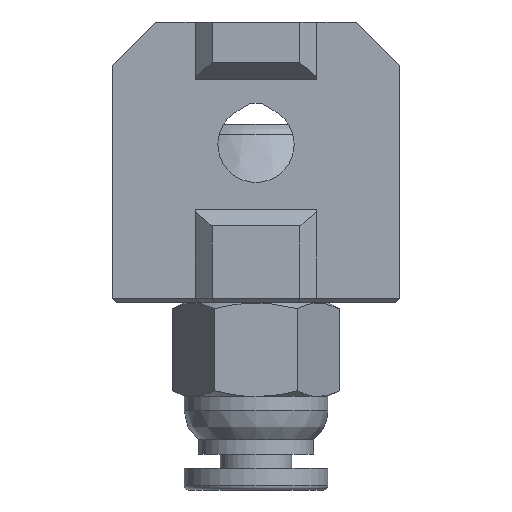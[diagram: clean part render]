
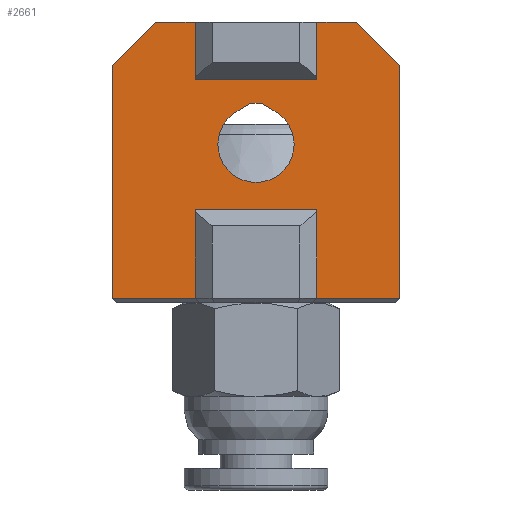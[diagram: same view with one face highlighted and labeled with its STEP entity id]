
A CAD part, front view. The second image highlights one B-rep face of the part: STEP entity #2661.
In plain terms, the highlighted planar face has unit normal (0, -1, 0).
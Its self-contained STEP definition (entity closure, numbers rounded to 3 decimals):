
#72=FACE_BOUND('',#454,.T.);
#133=PLANE('',#2886);
#292=FACE_OUTER_BOUND('',#453,.T.);
#453=EDGE_LOOP('',(#2294,#2295,#2296,#2297,#2298,#2299,#2300,#2301,#2302,
#2303,#2304,#2305,#2306,#2307));
#454=EDGE_LOOP('',(#2308,#2309,#2310,#2311));
#557=CIRCLE('',#2887,2.65);
#696=LINE('',#5865,#928);
#712=LINE('',#5898,#944);
#722=LINE('',#5917,#954);
#729=LINE('',#5930,#961);
#788=LINE('',#7466,#1020);
#791=LINE('',#7472,#1023);
#797=LINE('',#7484,#1029);
#803=LINE('',#7495,#1035);
#804=LINE('',#7496,#1036);
#805=LINE('',#7498,#1037);
#806=LINE('',#7500,#1038);
#807=LINE('',#7501,#1039);
#808=LINE('',#7503,#1040);
#809=LINE('',#7504,#1041);
#810=LINE('',#7509,#1042);
#811=LINE('',#7511,#1043);
#812=LINE('',#7512,#1044);
#928=VECTOR('',#3214,10.);
#944=VECTOR('',#3242,10.);
#954=VECTOR('',#3260,10.);
#961=VECTOR('',#3269,10.);
#1020=VECTOR('',#3422,10.);
#1023=VECTOR('',#3427,10.);
#1029=VECTOR('',#3433,10.);
#1035=VECTOR('',#3441,10.);
#1036=VECTOR('',#3442,10.);
#1037=VECTOR('',#3443,10.);
#1038=VECTOR('',#3444,10.);
#1039=VECTOR('',#3445,10.);
#1040=VECTOR('',#3446,10.);
#1041=VECTOR('',#3447,10.);
#1042=VECTOR('',#3450,10.);
#1043=VECTOR('',#3451,10.);
#1044=VECTOR('',#3452,10.);
#1222=VERTEX_POINT('',#5857);
#1224=VERTEX_POINT('',#5863);
#1233=VERTEX_POINT('',#5891);
#1235=VERTEX_POINT('',#5897);
#1240=VERTEX_POINT('',#5916);
#1245=VERTEX_POINT('',#5928);
#1292=VERTEX_POINT('',#7465);
#1294=VERTEX_POINT('',#7471);
#1299=VERTEX_POINT('',#7481);
#1300=VERTEX_POINT('',#7483);
#1304=VERTEX_POINT('',#7494);
#1305=VERTEX_POINT('',#7497);
#1306=VERTEX_POINT('',#7499);
#1307=VERTEX_POINT('',#7502);
#1308=VERTEX_POINT('',#7505);
#1309=VERTEX_POINT('',#7506);
#1310=VERTEX_POINT('',#7508);
#1311=VERTEX_POINT('',#7510);
#1523=EDGE_CURVE('',#1224,#1222,#696,.T.);
#1539=EDGE_CURVE('',#1235,#1233,#712,.T.);
#1549=EDGE_CURVE('',#1233,#1240,#722,.T.);
#1556=EDGE_CURVE('',#1235,#1245,#729,.T.);
#1639=EDGE_CURVE('',#1240,#1292,#788,.T.);
#1642=EDGE_CURVE('',#1292,#1294,#791,.T.);
#1648=EDGE_CURVE('',#1299,#1300,#797,.T.);
#1654=EDGE_CURVE('',#1224,#1304,#803,.T.);
#1655=EDGE_CURVE('',#1300,#1304,#804,.T.);
#1656=EDGE_CURVE('',#1299,#1305,#805,.T.);
#1657=EDGE_CURVE('',#1306,#1305,#806,.T.);
#1658=EDGE_CURVE('',#1306,#1294,#807,.T.);
#1659=EDGE_CURVE('',#1307,#1245,#808,.T.);
#1660=EDGE_CURVE('',#1307,#1222,#809,.T.);
#1661=EDGE_CURVE('',#1308,#1309,#557,.T.);
#1662=EDGE_CURVE('',#1310,#1308,#810,.T.);
#1663=EDGE_CURVE('',#1311,#1310,#811,.T.);
#1664=EDGE_CURVE('',#1309,#1311,#812,.T.);
#2294=ORIENTED_EDGE('',*,*,#1523,.F.);
#2295=ORIENTED_EDGE('',*,*,#1654,.T.);
#2296=ORIENTED_EDGE('',*,*,#1655,.F.);
#2297=ORIENTED_EDGE('',*,*,#1648,.F.);
#2298=ORIENTED_EDGE('',*,*,#1656,.T.);
#2299=ORIENTED_EDGE('',*,*,#1657,.F.);
#2300=ORIENTED_EDGE('',*,*,#1658,.T.);
#2301=ORIENTED_EDGE('',*,*,#1642,.F.);
#2302=ORIENTED_EDGE('',*,*,#1639,.F.);
#2303=ORIENTED_EDGE('',*,*,#1549,.F.);
#2304=ORIENTED_EDGE('',*,*,#1539,.F.);
#2305=ORIENTED_EDGE('',*,*,#1556,.T.);
#2306=ORIENTED_EDGE('',*,*,#1659,.F.);
#2307=ORIENTED_EDGE('',*,*,#1660,.T.);
#2308=ORIENTED_EDGE('',*,*,#1661,.F.);
#2309=ORIENTED_EDGE('',*,*,#1662,.F.);
#2310=ORIENTED_EDGE('',*,*,#1663,.F.);
#2311=ORIENTED_EDGE('',*,*,#1664,.F.);
#2661=ADVANCED_FACE('',(#292,#72),#133,.T.);
#2886=AXIS2_PLACEMENT_3D('',#7493,#3439,#3440);
#2887=AXIS2_PLACEMENT_3D('',#7507,#3448,#3449);
#3214=DIRECTION('',(-1.,0.,0.));
#3242=DIRECTION('',(-1.,0.,0.));
#3260=DIRECTION('',(0.,0.,1.));
#3269=DIRECTION('',(0.,0.,1.));
#3422=DIRECTION('',(0.707,0.,0.707));
#3427=DIRECTION('',(1.,0.,0.));
#3433=DIRECTION('',(1.,0.,0.));
#3439=DIRECTION('center_axis',(0.,-1.,0.));
#3440=DIRECTION('ref_axis',(-1.,0.,0.));
#3441=DIRECTION('',(0.,0.,1.));
#3442=DIRECTION('',(0.707,0.,-0.707));
#3443=DIRECTION('',(0.,0.,-1.));
#3444=DIRECTION('',(1.,0.,0.));
#3445=DIRECTION('',(0.,0.,1.));
#3446=DIRECTION('',(-1.,0.,0.));
#3447=DIRECTION('',(0.,0.,-1.));
#3448=DIRECTION('center_axis',(0.,-1.,0.));
#3449=DIRECTION('ref_axis',(-1.,0.,0.));
#3450=DIRECTION('',(-0.866,0.,-0.5));
#3451=DIRECTION('',(-1.,0.,0.));
#3452=DIRECTION('',(-0.866,0.,0.5));
#5857=CARTESIAN_POINT('',(14.225,0.,-7.7));
#5863=CARTESIAN_POINT('',(20.,0.,-7.7));
#5865=CARTESIAN_POINT('',(15.,0.,-7.7));
#5891=CARTESIAN_POINT('',(0.,0.,-7.7));
#5897=CARTESIAN_POINT('',(5.775,0.,-7.7));
#5898=CARTESIAN_POINT('',(15.,0.,-7.7));
#5916=CARTESIAN_POINT('',(0.,0.,8.5));
#5917=CARTESIAN_POINT('',(0.,0.,0.));
#5928=CARTESIAN_POINT('',(5.775,0.,-1.5));
#5930=CARTESIAN_POINT('',(5.775,0.,0.));
#7465=CARTESIAN_POINT('',(3.,0.,11.5));
#7466=CARTESIAN_POINT('',(3.625,0.,12.125));
#7471=CARTESIAN_POINT('',(5.775,0.,11.5));
#7472=CARTESIAN_POINT('',(0.,0.,11.5));
#7481=CARTESIAN_POINT('',(14.225,0.,11.5));
#7483=CARTESIAN_POINT('',(17.,0.,11.5));
#7484=CARTESIAN_POINT('',(0.,0.,11.5));
#7493=CARTESIAN_POINT('Origin',(20.,0.,0.));
#7494=CARTESIAN_POINT('',(20.,0.,8.5));
#7495=CARTESIAN_POINT('',(20.,0.,0.));
#7496=CARTESIAN_POINT('',(21.375,0.,7.125));
#7497=CARTESIAN_POINT('',(14.225,0.,7.5));
#7498=CARTESIAN_POINT('',(14.225,0.,0.));
#7499=CARTESIAN_POINT('',(5.775,0.,7.5));
#7500=CARTESIAN_POINT('',(12.113,0.,7.5));
#7501=CARTESIAN_POINT('',(5.775,0.,0.));
#7502=CARTESIAN_POINT('',(14.225,0.,-1.5));
#7503=CARTESIAN_POINT('',(7.888,0.,-1.5));
#7504=CARTESIAN_POINT('',(14.225,0.,0.));
#7505=CARTESIAN_POINT('',(8.675,0.,5.295));
#7506=CARTESIAN_POINT('',(11.325,0.,5.295));
#7507=CARTESIAN_POINT('Origin',(10.,0.,3.));
#7508=CARTESIAN_POINT('',(9.636,0.,5.85));
#7509=CARTESIAN_POINT('',(9.156,0.,5.572));
#7510=CARTESIAN_POINT('',(10.364,0.,5.85));
#7511=CARTESIAN_POINT('',(10.182,0.,5.85));
#7512=CARTESIAN_POINT('',(11.325,0.,5.295));
